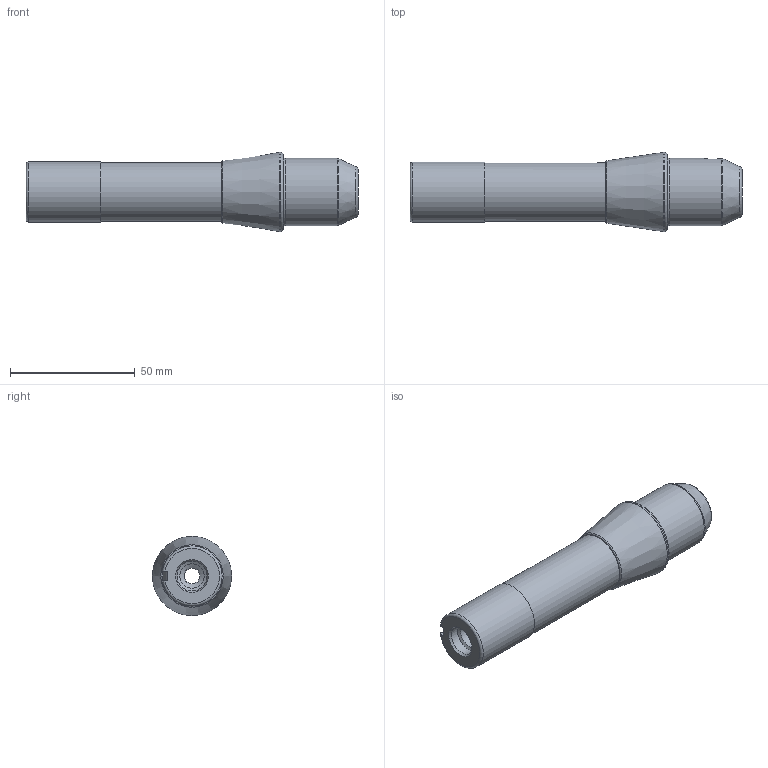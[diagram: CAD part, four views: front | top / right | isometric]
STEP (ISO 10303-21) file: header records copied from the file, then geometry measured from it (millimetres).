
FILE_DESCRIPTION(/* description */ (''),/* implementation_level */ '2;1');
FILE_NAME(/* name */ 'R8-SLA6.35.stp',/* time_stamp */ '2024-06-11T10:56:21+08:00',/* author */ ('Administrator'),/* organization */ (''),/* preprocessor_version */ 'ST-DEVELOPER v20',/* originating_system */ 'Autodesk Inventor 2025',/* authorisation */ '');
FILE_SCHEMA (('AUTOMOTIVE_DESIGN { 1 0 10303 214 3 1 1 }'));
Length unit declared in the file: millimetre
Products named in the file (3): R8-SLA6.35; R8-SLA6.35_1; ANSI B18.3 - 1/4 - 28 - 3/8, TBHSSSCPI
Assembly tree (2 placements, depth 2):
  R8-SLA6.35
    R8-SLA6.35_1
    ANSI B18.3 - 1/4 - 28 - 3/8, TBHSSSCPI
Bounding box: 133.2 x 31.75 x 31.75 mm (x, y, z)
Volume: 57200.6 mm3; surface area: 15865.4 mm2
Topology: 2 solids, 2 shells, 49 faces, 116 edges, 72 vertices
Faces by surface type: plane 21, cone 11, cylinder 10, torus 7
Full cylindrical faces by diameter (mm): 5.359 x1, 6.35 x2, 9.728 x1, 12 x1, 23.5 x1, 27 x1, 31.75 x1
Entity records: 1643 total; most frequent: CARTESIAN_POINT 344, DIRECTION 273, ORIENTED_EDGE 228, EDGE_CURVE 114, AXIS2_PLACEMENT_3D 112, VERTEX_POINT 72, CIRCLE 58, EDGE_LOOP 56
